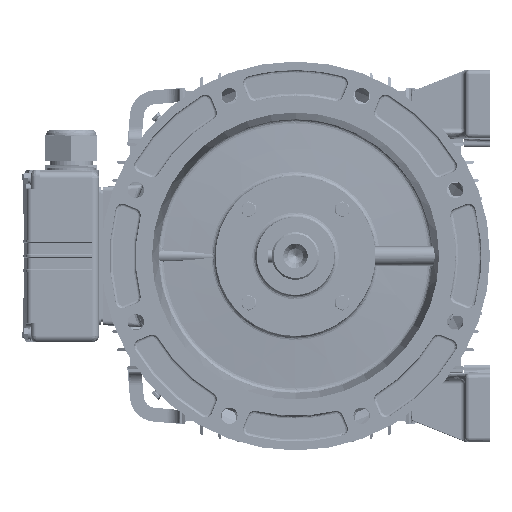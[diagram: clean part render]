
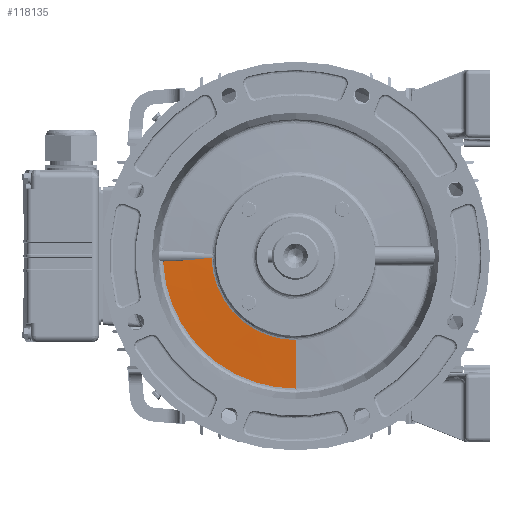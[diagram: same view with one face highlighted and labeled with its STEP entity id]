
A CAD part, left-side view. The second image highlights one B-rep face of the part: STEP entity #118135.
In plain terms, the highlighted conical face has half-angle 87 degrees and reference radius 153.31 mm.
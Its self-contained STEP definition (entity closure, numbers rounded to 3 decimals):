
#81613 = CARTESIAN_POINT ( 'NONE',  ( -262.813, 0., -153.309 ) ) ;
#81614 = CARTESIAN_POINT ( 'NONE',  ( -262.813, 0.143, -153.309 ) ) ;
#81615 = CARTESIAN_POINT ( 'NONE',  ( -262.813, 91.942, -122.679 ) ) ;
#81616 = CARTESIAN_POINT ( 'NONE',  ( -262.813, 108.406, -108.406 ) ) ;
#81617 = CARTESIAN_POINT ( 'NONE',  ( -262.813, 153.1, -8. ) ) ;
#81632 = CARTESIAN_POINT ( 'NONE',  ( -265.752, 0., -97.238 ) ) ;
#81633 = CARTESIAN_POINT ( 'NONE',  ( -265.752, 97.218, -1.977 ) ) ;
#81807 = CARTESIAN_POINT ( 'NONE',  ( -262.813, 153.176, -6.39 ) ) ;
#95133 = VERTEX_POINT ( 'NONE', #81613 ) ;
#95137 = VERTEX_POINT ( 'NONE', #81614 ) ;
#95139 = VERTEX_POINT ( 'NONE', #81615 ) ;
#95141 = VERTEX_POINT ( 'NONE', #81616 ) ;
#95143 = VERTEX_POINT ( 'NONE', #81617 ) ;
#95184 = VERTEX_POINT ( 'NONE', #81632 ) ;
#95186 = VERTEX_POINT ( 'NONE', #81633 ) ;
#95817 = VERTEX_POINT ( 'NONE', #81807 ) ;
#118135 = ADVANCED_FACE ( 'NONE', ( #290239 ), #246286, .T. ) ;
#137912 = EDGE_CURVE ( 'NONE', #95137, #95133, #206700, .T. ) ;
#137918 = EDGE_CURVE ( 'NONE', #95139, #95137, #193405, .T. ) ;
#137922 = EDGE_CURVE ( 'NONE', #95141, #95139, #193408, .T. ) ;
#137927 = EDGE_CURVE ( 'NONE', #95143, #95141, #193412, .T. ) ;
#138012 = EDGE_CURVE ( 'NONE', #95184, #95186, #206729, .T. ) ;
#138807 = EDGE_CURVE ( 'NONE', #95184, #95133, #200180, .T. ) ;
#139167 = EDGE_CURVE ( 'NONE', #95186, #95817, #194219, .T. ) ;
#139172 = EDGE_CURVE ( 'NONE', #95817, #95143, #194228, .T. ) ;
#141660 = AXIS2_PLACEMENT_3D ( 'NONE', #197083, #197087, #197090 ) ;
#141681 = AXIS2_PLACEMENT_3D ( 'NONE', #197831, #197835, #197839 ) ;
#142048 = VECTOR ( 'NONE', #200188, 1000. ) ;
#149276 = EDGE_LOOP ( 'NONE', ( #165006, #165008, #165010, #165002, #165012, #165014, #165016, #165018 ) ) ;
#165002 = ORIENTED_EDGE ( 'NONE', *, *, #139172, .T. ) ;
#165006 = ORIENTED_EDGE ( 'NONE', *, *, #138807, .F. ) ;
#165008 = ORIENTED_EDGE ( 'NONE', *, *, #138012, .T. ) ;
#165010 = ORIENTED_EDGE ( 'NONE', *, *, #139167, .T. ) ;
#165012 = ORIENTED_EDGE ( 'NONE', *, *, #137927, .T. ) ;
#165014 = ORIENTED_EDGE ( 'NONE', *, *, #137922, .T. ) ;
#165016 = ORIENTED_EDGE ( 'NONE', *, *, #137918, .T. ) ;
#165018 = ORIENTED_EDGE ( 'NONE', *, *, #137912, .T. ) ;
#193405 = B_SPLINE_CURVE_WITH_KNOTS ( 'NONE', 3,
 ( #197094, #197098, #197102, #197106, #197109, #197113, #197117, #197121, #197125, #197128 ),
 .UNSPECIFIED., .F., .F.,
 ( 4, 2, 2, 2, 4 ),
 ( 0., 0.25, 0.5, 0.75, 1. ),
 .UNSPECIFIED. ) ;
#193408 = B_SPLINE_CURVE_WITH_KNOTS ( 'NONE', 3,
 ( #197132, #197136, #197140, #197143 ),
 .UNSPECIFIED., .F., .F.,
 ( 4, 4 ),
 ( 0., 1. ),
 .UNSPECIFIED. ) ;
#193412 = B_SPLINE_CURVE_WITH_KNOTS ( 'NONE', 3,
 ( #197147, #197151, #197155, #197158, #197162, #197166, #197170, #197174, #197177, #197181 ),
 .UNSPECIFIED., .F., .F.,
 ( 4, 2, 2, 2, 4 ),
 ( 0., 0.25, 0.5, 0.75, 1. ),
 .UNSPECIFIED. ) ;
#194219 = B_SPLINE_CURVE_WITH_KNOTS ( 'NONE', 3,
 ( #222980, #222981, #222982, #222983, #222984, #222985, #222986, #222987, #222988, #222989, #222990, #222991, #222992, #222993, #222994, #222995 ),
 .UNSPECIFIED., .F., .F.,
 ( 4, 2, 2, 2, 2, 2, 2, 4 ),
 ( 0., 0.004, 0.007, 0.014, 0.021, 0.028, 0.042, 0.056 ),
 .UNSPECIFIED. ) ;
#194228 = B_SPLINE_CURVE_WITH_KNOTS ( 'NONE', 3,
 ( #222996, #222997, #222998, #222999 ),
 .UNSPECIFIED., .F., .F.,
 ( 4, 4 ),
 ( 0., 1. ),
 .UNSPECIFIED. ) ;
#197083 = CARTESIAN_POINT ( 'NONE',  ( -262.813, 0., 0. ) ) ;
#197087 = DIRECTION ( 'NONE',  ( -1., 0., 0. ) ) ;
#197090 = DIRECTION ( 'NONE',  ( 0., 0., -1. ) ) ;
#197094 = CARTESIAN_POINT ( 'NONE',  ( -262.813, 91.942, -122.679 ) ) ;
#197098 = CARTESIAN_POINT ( 'NONE',  ( -262.813, 85.377, -127.6 ) ) ;
#197102 = CARTESIAN_POINT ( 'NONE',  ( -262.813, 78.415, -131.992 ) ) ;
#197106 = CARTESIAN_POINT ( 'NONE',  ( -262.813, 63.88, -139.608 ) ) ;
#197109 = CARTESIAN_POINT ( 'NONE',  ( -262.813, 56.306, -142.831 ) ) ;
#197113 = CARTESIAN_POINT ( 'NONE',  ( -262.813, 40.74, -148.025 ) ) ;
#197117 = CARTESIAN_POINT ( 'NONE',  ( -262.813, 32.748, -149.995 ) ) ;
#197121 = CARTESIAN_POINT ( 'NONE',  ( -262.813, 16.552, -152.634 ) ) ;
#197125 = CARTESIAN_POINT ( 'NONE',  ( -262.813, 8.348, -153.302 ) ) ;
#197128 = CARTESIAN_POINT ( 'NONE',  ( -262.813, 0.143, -153.309 ) ) ;
#197132 = CARTESIAN_POINT ( 'NONE',  ( -262.813, 108.406, -108.406 ) ) ;
#197136 = CARTESIAN_POINT ( 'NONE',  ( -262.813, 103.266, -113.546 ) ) ;
#197140 = CARTESIAN_POINT ( 'NONE',  ( -262.813, 97.759, -118.32 ) ) ;
#197143 = CARTESIAN_POINT ( 'NONE',  ( -262.813, 91.942, -122.679 ) ) ;
#197147 = CARTESIAN_POINT ( 'NONE',  ( -262.813, 153.1, -8. ) ) ;
#197151 = CARTESIAN_POINT ( 'NONE',  ( -262.813, 152.611, -17.354 ) ) ;
#197155 = CARTESIAN_POINT ( 'NONE',  ( -262.813, 151.263, -26.664 ) ) ;
#197158 = CARTESIAN_POINT ( 'NONE',  ( -262.813, 146.891, -44.881 ) ) ;
#197162 = CARTESIAN_POINT ( 'NONE',  ( -262.813, 143.869, -53.788 ) ) ;
#197166 = CARTESIAN_POINT ( 'NONE',  ( -262.813, 136.25, -70.903 ) ) ;
#197170 = CARTESIAN_POINT ( 'NONE',  ( -262.813, 131.654, -79.11 ) ) ;
#197174 = CARTESIAN_POINT ( 'NONE',  ( -262.813, 121.044, -94.55 ) ) ;
#197177 = CARTESIAN_POINT ( 'NONE',  ( -262.813, 115.029, -101.782 ) ) ;
#197181 = CARTESIAN_POINT ( 'NONE',  ( -262.813, 108.406, -108.406 ) ) ;
#197831 = CARTESIAN_POINT ( 'NONE',  ( -265.752, 0., 0. ) ) ;
#197835 = DIRECTION ( 'NONE',  ( 1., 0., 0. ) ) ;
#197839 = DIRECTION ( 'NONE',  ( 0., 0., -1. ) ) ;
#200180 = LINE ( 'NONE', #200183, #142048 ) ;
#200183 = CARTESIAN_POINT ( 'NONE',  ( -262.813, 0., -153.309 ) ) ;
#200188 = DIRECTION ( 'NONE',  ( 0.052, 0., -0.999 ) ) ;
#206700 = CIRCLE ( 'NONE', #141660, 153.309 ) ;
#206729 = CIRCLE ( 'NONE', #141681, 97.238 ) ;
#222980 = CARTESIAN_POINT ( 'NONE',  ( -265.752, 97.218, -1.977 ) ) ;
#222981 = CARTESIAN_POINT ( 'NONE',  ( -265.691, 98.367, -2.214 ) ) ;
#222982 = CARTESIAN_POINT ( 'NONE',  ( -265.631, 99.521, -2.41 ) ) ;
#222983 = CARTESIAN_POINT ( 'NONE',  ( -265.509, 101.835, -2.766 ) ) ;
#222984 = CARTESIAN_POINT ( 'NONE',  ( -265.448, 102.994, -2.925 ) ) ;
#222985 = CARTESIAN_POINT ( 'NONE',  ( -265.265, 106.475, -3.365 ) ) ;
#222986 = CARTESIAN_POINT ( 'NONE',  ( -265.143, 108.802, -3.612 ) ) ;
#222987 = CARTESIAN_POINT ( 'NONE',  ( -264.898, 113.462, -4.06 ) ) ;
#222988 = CARTESIAN_POINT ( 'NONE',  ( -264.775, 115.795, -4.26 ) ) ;
#222989 = CARTESIAN_POINT ( 'NONE',  ( -264.53, 120.462, -4.627 ) ) ;
#222990 = CARTESIAN_POINT ( 'NONE',  ( -264.407, 122.796, -4.794 ) ) ;
#222991 = CARTESIAN_POINT ( 'NONE',  ( -264.04, 129.801, -5.261 ) ) ;
#222992 = CARTESIAN_POINT ( 'NONE',  ( -263.794, 134.473, -5.526 ) ) ;
#222993 = CARTESIAN_POINT ( 'NONE',  ( -263.304, 143.822, -5.999 ) ) ;
#222994 = CARTESIAN_POINT ( 'NONE',  ( -263.059, 148.498, -6.205 ) ) ;
#222995 = CARTESIAN_POINT ( 'NONE',  ( -262.813, 153.176, -6.39 ) ) ;
#222996 = CARTESIAN_POINT ( 'NONE',  ( -262.813, 153.176, -6.39 ) ) ;
#222997 = CARTESIAN_POINT ( 'NONE',  ( -262.813, 153.153, -6.927 ) ) ;
#222998 = CARTESIAN_POINT ( 'NONE',  ( -262.813, 153.128, -7.463 ) ) ;
#222999 = CARTESIAN_POINT ( 'NONE',  ( -262.813, 153.1, -8. ) ) ;
#246286 = CONICAL_SURFACE ( 'NONE', #290241, 153.309, 1.518 ) ;
#290239 = FACE_OUTER_BOUND ( 'NONE', #149276, .T. ) ;
#290241 = AXIS2_PLACEMENT_3D ( 'NONE', #325298, #325299, #325300 ) ;
#325298 = CARTESIAN_POINT ( 'NONE',  ( -262.813, 0., 0. ) ) ;
#325299 = DIRECTION ( 'NONE',  ( 1., 0., 0. ) ) ;
#325300 = DIRECTION ( 'NONE',  ( 0., 0., -1. ) ) ;
